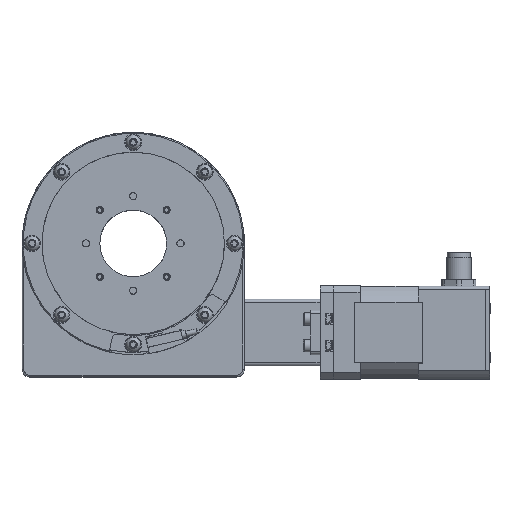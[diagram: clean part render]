
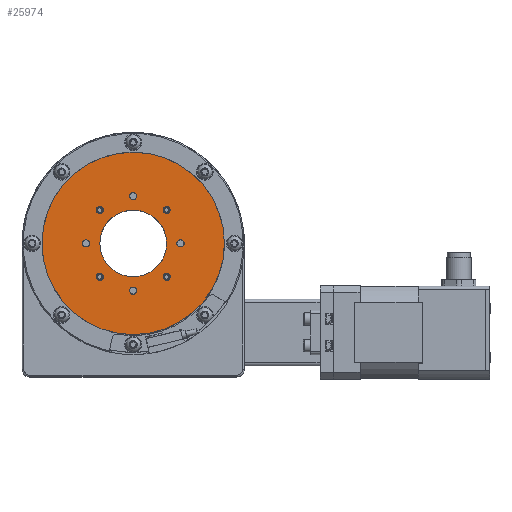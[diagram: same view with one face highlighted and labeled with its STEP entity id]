
A CAD part, top view. The second image highlights one B-rep face of the part: STEP entity #25974.
In plain terms, the highlighted face is planar.
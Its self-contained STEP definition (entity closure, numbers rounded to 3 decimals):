
#1555=FACE_BOUND('',#8425,.T.);
#1556=FACE_BOUND('',#8426,.T.);
#1557=FACE_BOUND('',#8427,.T.);
#1558=FACE_BOUND('',#8428,.T.);
#1559=FACE_BOUND('',#8429,.T.);
#1560=FACE_BOUND('',#8430,.T.);
#1561=FACE_BOUND('',#8431,.T.);
#1562=FACE_BOUND('',#8432,.T.);
#1563=FACE_BOUND('',#8433,.T.);
#1973=PLANE('',#28642);
#6732=FACE_OUTER_BOUND('',#8424,.T.);
#8424=EDGE_LOOP('',(#19444));
#8425=EDGE_LOOP('',(#19445));
#8426=EDGE_LOOP('',(#19446));
#8427=EDGE_LOOP('',(#19447));
#8428=EDGE_LOOP('',(#19448));
#8429=EDGE_LOOP('',(#19449));
#8430=EDGE_LOOP('',(#19450));
#8431=EDGE_LOOP('',(#19451));
#8432=EDGE_LOOP('',(#19452));
#8433=EDGE_LOOP('',(#19453));
#10261=CIRCLE('',#28623,1.621);
#10264=CIRCLE('',#28627,1.621);
#10265=CIRCLE('',#28629,1.621);
#10266=CIRCLE('',#28631,1.621);
#10267=CIRCLE('',#28633,1.621);
#10270=CIRCLE('',#28637,1.621);
#10271=CIRCLE('',#28639,1.621);
#10272=CIRCLE('',#28641,1.621);
#10273=CIRCLE('',#28643,41.);
#10274=CIRCLE('',#28644,15.);
#12235=VERTEX_POINT('',#41690);
#12238=VERTEX_POINT('',#41698);
#12239=VERTEX_POINT('',#41702);
#12240=VERTEX_POINT('',#41706);
#12241=VERTEX_POINT('',#41710);
#12244=VERTEX_POINT('',#41718);
#12245=VERTEX_POINT('',#41722);
#12246=VERTEX_POINT('',#41726);
#12247=VERTEX_POINT('',#41730);
#12248=VERTEX_POINT('',#41732);
#14937=EDGE_CURVE('',#12235,#12235,#10261,.T.);
#14941=EDGE_CURVE('',#12238,#12238,#10264,.T.);
#14943=EDGE_CURVE('',#12239,#12239,#10265,.T.);
#14945=EDGE_CURVE('',#12240,#12240,#10266,.T.);
#14947=EDGE_CURVE('',#12241,#12241,#10267,.T.);
#14951=EDGE_CURVE('',#12244,#12244,#10270,.T.);
#14953=EDGE_CURVE('',#12245,#12245,#10271,.T.);
#14955=EDGE_CURVE('',#12246,#12246,#10272,.T.);
#14956=EDGE_CURVE('',#12247,#12247,#10273,.T.);
#14957=EDGE_CURVE('',#12248,#12248,#10274,.T.);
#19444=ORIENTED_EDGE('',*,*,#14956,.T.);
#19445=ORIENTED_EDGE('',*,*,#14937,.T.);
#19446=ORIENTED_EDGE('',*,*,#14941,.T.);
#19447=ORIENTED_EDGE('',*,*,#14943,.T.);
#19448=ORIENTED_EDGE('',*,*,#14945,.T.);
#19449=ORIENTED_EDGE('',*,*,#14947,.T.);
#19450=ORIENTED_EDGE('',*,*,#14951,.T.);
#19451=ORIENTED_EDGE('',*,*,#14953,.T.);
#19452=ORIENTED_EDGE('',*,*,#14955,.T.);
#19453=ORIENTED_EDGE('',*,*,#14957,.F.);
#25974=ADVANCED_FACE('',(#6732,#1555,#1556,#1557,#1558,#1559,#1560,#1561,
#1562,#1563),#1973,.T.);
#28623=AXIS2_PLACEMENT_3D('',#41692,#33124,#33125);
#28627=AXIS2_PLACEMENT_3D('',#41700,#33133,#33134);
#28629=AXIS2_PLACEMENT_3D('',#41704,#33138,#33139);
#28631=AXIS2_PLACEMENT_3D('',#41708,#33143,#33144);
#28633=AXIS2_PLACEMENT_3D('',#41712,#33148,#33149);
#28637=AXIS2_PLACEMENT_3D('',#41720,#33157,#33158);
#28639=AXIS2_PLACEMENT_3D('',#41724,#33162,#33163);
#28641=AXIS2_PLACEMENT_3D('',#41728,#33167,#33168);
#28642=AXIS2_PLACEMENT_3D('',#41729,#33169,#33170);
#28643=AXIS2_PLACEMENT_3D('',#41731,#33171,#33172);
#28644=AXIS2_PLACEMENT_3D('',#41733,#33173,#33174);
#33124=DIRECTION('center_axis',(0.,0.,1.));
#33125=DIRECTION('ref_axis',(0.707,0.707,0.));
#33133=DIRECTION('center_axis',(0.,0.,1.));
#33134=DIRECTION('ref_axis',(0.,1.,0.));
#33138=DIRECTION('center_axis',(0.,0.,1.));
#33139=DIRECTION('ref_axis',(-0.707,0.707,0.));
#33143=DIRECTION('center_axis',(0.,0.,1.));
#33144=DIRECTION('ref_axis',(-1.,0.,0.));
#33148=DIRECTION('center_axis',(0.,0.,1.));
#33149=DIRECTION('ref_axis',(-0.707,-0.707,0.));
#33157=DIRECTION('center_axis',(0.,0.,1.));
#33158=DIRECTION('ref_axis',(0.,-1.,0.));
#33162=DIRECTION('center_axis',(0.,0.,1.));
#33163=DIRECTION('ref_axis',(0.707,-0.707,0.));
#33167=DIRECTION('center_axis',(0.,0.,1.));
#33168=DIRECTION('ref_axis',(1.,0.,0.));
#33169=DIRECTION('center_axis',(0.,0.,-1.));
#33170=DIRECTION('ref_axis',(-1.,0.,0.));
#33171=DIRECTION('center_axis',(0.,0.,-1.));
#33172=DIRECTION('ref_axis',(1.,0.,0.));
#33173=DIRECTION('center_axis',(0.,0.,-1.));
#33174=DIRECTION('ref_axis',(1.,0.,0.));
#41690=CARTESIAN_POINT('',(-16.172,13.88,0.));
#41692=CARTESIAN_POINT('Origin',(-15.026,15.026,0.));
#41698=CARTESIAN_POINT('',(-21.25,-1.621,0.));
#41700=CARTESIAN_POINT('Origin',(-21.25,0.,0.));
#41702=CARTESIAN_POINT('',(-13.88,-16.172,0.));
#41704=CARTESIAN_POINT('Origin',(-15.026,-15.026,0.));
#41706=CARTESIAN_POINT('',(1.621,-21.25,0.));
#41708=CARTESIAN_POINT('Origin',(0.,-21.25,0.));
#41710=CARTESIAN_POINT('',(16.172,-13.88,0.));
#41712=CARTESIAN_POINT('Origin',(15.026,-15.026,0.));
#41718=CARTESIAN_POINT('',(21.25,1.621,0.));
#41720=CARTESIAN_POINT('Origin',(21.25,0.,0.));
#41722=CARTESIAN_POINT('',(13.88,16.172,0.));
#41724=CARTESIAN_POINT('Origin',(15.026,15.026,0.));
#41726=CARTESIAN_POINT('',(-1.621,21.25,0.));
#41728=CARTESIAN_POINT('Origin',(0.,21.25,0.));
#41729=CARTESIAN_POINT('Origin',(-15.,0.,0.));
#41730=CARTESIAN_POINT('',(41.,0.,0.));
#41731=CARTESIAN_POINT('Origin',(0.,0.,0.));
#41732=CARTESIAN_POINT('',(15.,0.,0.));
#41733=CARTESIAN_POINT('Origin',(0.,0.,0.));
